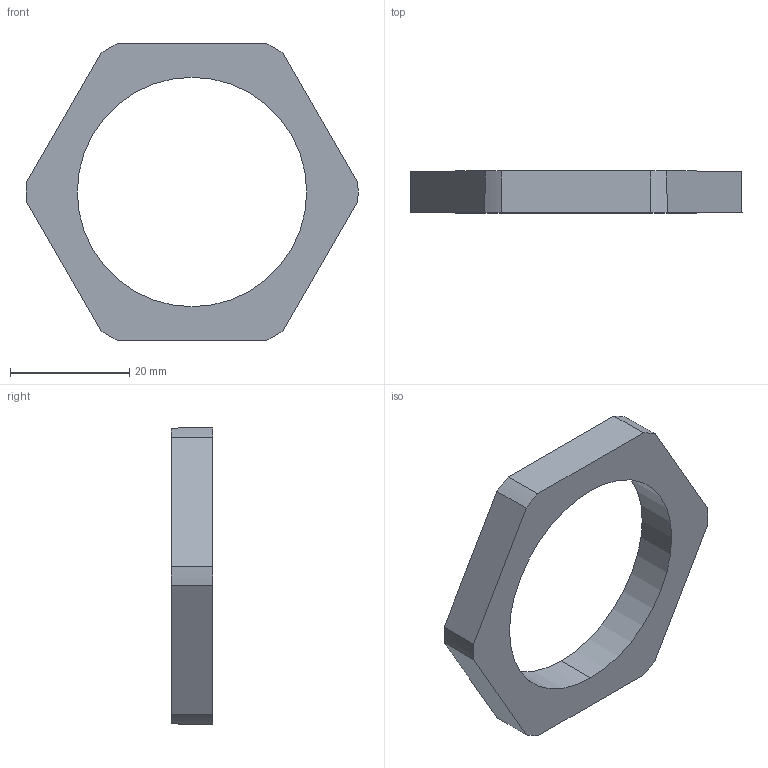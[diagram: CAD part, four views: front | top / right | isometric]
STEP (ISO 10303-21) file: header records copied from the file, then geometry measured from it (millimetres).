
FILE_DESCRIPTION (( 'STEP AP214' ), '1' );
FILE_NAME ('2049562.stp', '2018-02-20T08:24:32', ( '' ), ( '' ), 'SwSTEP 2.0', 'SolidWorks 2016', '' );
FILE_SCHEMA (( 'AUTOMOTIVE_DESIGN' ));
Length unit declared in the file: millimetre
Products named in the file (1): 2049562
Bounding box: 55.74 x 7 x 49.8 mm (x, y, z)
Volume: 6791.3 mm3; surface area: 3972.6 mm2
Topology: 1 solids, 1 shells, 16 faces, 42 edges, 28 vertices
Faces by surface type: plane 8, cone 6, cylinder 2
Entity records: 552 total; most frequent: CARTESIAN_POINT 123, ORIENTED_EDGE 84, DIRECTION 80, EDGE_CURVE 42, AXIS2_PLACEMENT_3D 33, VERTEX_POINT 28, EDGE_LOOP 18, FACE_OUTER_BOUND 16
